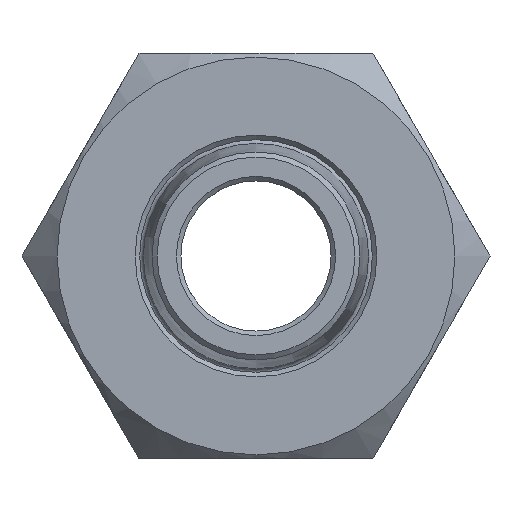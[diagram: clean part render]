
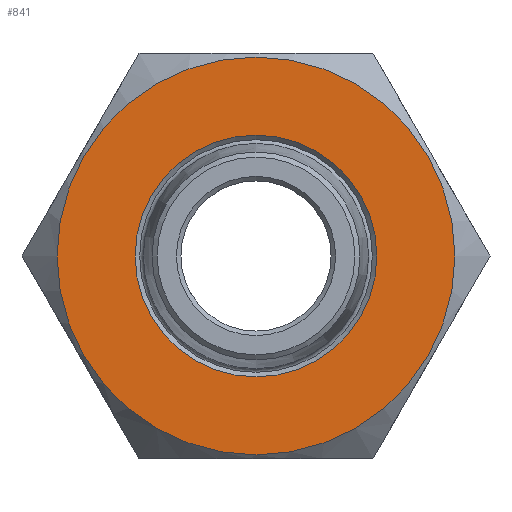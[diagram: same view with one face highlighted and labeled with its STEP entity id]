
A CAD part, left-side view. The second image highlights one B-rep face of the part: STEP entity #841.
In plain terms, the highlighted planar face has unit normal (-1, 0, 0).
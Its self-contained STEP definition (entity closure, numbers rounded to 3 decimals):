
#45=FACE_BOUND('',#152,.T.);
#69=PLANE('',#981);
#94=FACE_OUTER_BOUND('',#151,.T.);
#151=EDGE_LOOP('',(#618));
#152=EDGE_LOOP('',(#619));
#292=CIRCLE('',#962,13.25);
#299=CIRCLE('',#976,8.05);
#379=VERTEX_POINT('',#1461);
#385=VERTEX_POINT('',#1487);
#460=EDGE_CURVE('',#379,#379,#292,.T.);
#472=EDGE_CURVE('',#385,#385,#299,.T.);
#618=ORIENTED_EDGE('',*,*,#460,.T.);
#619=ORIENTED_EDGE('',*,*,#472,.F.);
#841=ADVANCED_FACE('',(#94,#45),#69,.T.);
#962=AXIS2_PLACEMENT_3D('',#1463,#1107,#1108);
#976=AXIS2_PLACEMENT_3D('',#1488,#1140,#1141);
#981=AXIS2_PLACEMENT_3D('',#1498,#1152,#1153);
#1107=DIRECTION('center_axis',(-1.,0.,0.));
#1108=DIRECTION('ref_axis',(0.,1.,0.));
#1140=DIRECTION('center_axis',(-1.,0.,0.));
#1141=DIRECTION('ref_axis',(0.,0.,-1.));
#1152=DIRECTION('center_axis',(-1.,0.,0.));
#1153=DIRECTION('ref_axis',(0.,0.,1.));
#1461=CARTESIAN_POINT('',(-13.5,-13.25,0.));
#1463=CARTESIAN_POINT('Origin',(-13.5,0.,0.));
#1487=CARTESIAN_POINT('',(-13.5,0.,8.05));
#1488=CARTESIAN_POINT('Origin',(-13.5,0.,0.));
#1498=CARTESIAN_POINT('Origin',(-13.5,0.,0.));
